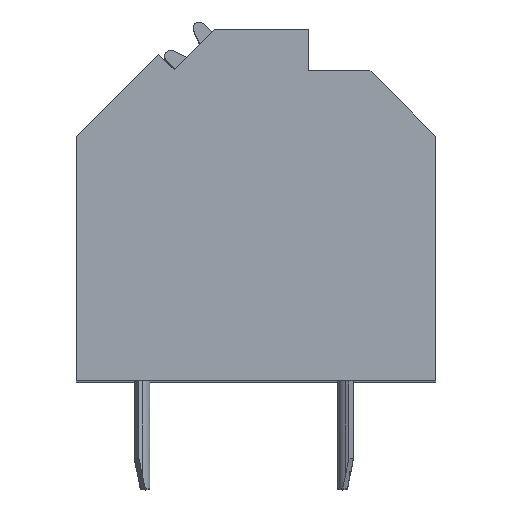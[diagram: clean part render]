
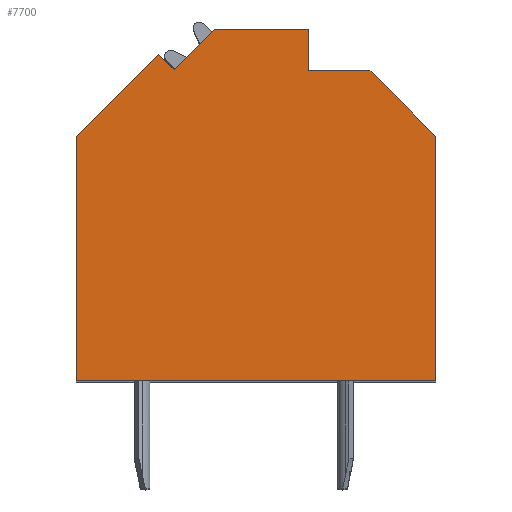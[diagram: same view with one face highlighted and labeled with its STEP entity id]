
A CAD part, top view. The second image highlights one B-rep face of the part: STEP entity #7700.
In plain terms, the highlighted planar face has unit normal (0, 0, 1).
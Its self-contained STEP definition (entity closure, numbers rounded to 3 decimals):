
#2369=DIRECTION('',(-0.707,-0.707,0.));
#2370=VECTOR('',#2369,1.897);
#2371=CARTESIAN_POINT('',(-1.39,5.718,22.455));
#2372=LINE('',#2371,#2370);
#2373=DIRECTION('',(-1.,0.,0.));
#2374=VECTOR('',#2373,3.14);
#2375=CARTESIAN_POINT('',(1.75,5.718,22.455));
#2376=LINE('',#2375,#2374);
#2377=DIRECTION('',(0.,1.,0.));
#2378=VECTOR('',#2377,1.368);
#2379=CARTESIAN_POINT('',(1.75,4.35,22.455));
#2380=LINE('',#2379,#2378);
#2381=DIRECTION('',(-1.,0.,0.));
#2382=VECTOR('',#2381,2.05);
#2383=CARTESIAN_POINT('',(3.8,4.35,22.455));
#2384=LINE('',#2383,#2382);
#2385=DIRECTION('',(-0.707,0.707,0.));
#2386=VECTOR('',#2385,3.111);
#2387=CARTESIAN_POINT('',(6.,2.15,22.455));
#2388=LINE('',#2387,#2386);
#2389=DIRECTION('',(0.,1.,0.));
#2390=VECTOR('',#2389,8.15);
#2391=CARTESIAN_POINT('',(6.,-6.,22.455));
#2392=LINE('',#2391,#2390);
#2393=DIRECTION('',(1.,0.,0.));
#2394=VECTOR('',#2393,12.);
#2395=CARTESIAN_POINT('',(-6.,-6.,22.455));
#2396=LINE('',#2395,#2394);
#2397=DIRECTION('',(0.,-1.,0.));
#2398=VECTOR('',#2397,8.14);
#2399=CARTESIAN_POINT('',(-6.,2.14,22.455));
#2400=LINE('',#2399,#2398);
#2401=DIRECTION('',(-0.707,-0.707,0.));
#2402=VECTOR('',#2401,3.892);
#2403=CARTESIAN_POINT('',(-3.248,4.892,22.455));
#2404=LINE('',#2403,#2402);
#2405=DIRECTION('',(-0.707,0.707,0.));
#2406=VECTOR('',#2405,0.73);
#2407=CARTESIAN_POINT('',(-2.732,4.376,22.455));
#2408=LINE('',#2407,#2406);
#3605=CARTESIAN_POINT('',(-1.39,5.718,22.455));
#3606=CARTESIAN_POINT('',(-2.732,4.376,22.455));
#3607=VERTEX_POINT('',#3605);
#3608=VERTEX_POINT('',#3606);
#3609=CARTESIAN_POINT('',(-3.248,4.892,22.455));
#3610=VERTEX_POINT('',#3609);
#3611=CARTESIAN_POINT('',(-6.,2.14,22.455));
#3612=VERTEX_POINT('',#3611);
#3613=CARTESIAN_POINT('',(-6.,-6.,22.455));
#3614=VERTEX_POINT('',#3613);
#3615=CARTESIAN_POINT('',(6.,-6.,22.455));
#3616=VERTEX_POINT('',#3615);
#3617=CARTESIAN_POINT('',(6.,2.15,22.455));
#3618=VERTEX_POINT('',#3617);
#3619=CARTESIAN_POINT('',(3.8,4.35,22.455));
#3620=VERTEX_POINT('',#3619);
#3621=CARTESIAN_POINT('',(1.75,4.35,22.455));
#3622=VERTEX_POINT('',#3621);
#3623=CARTESIAN_POINT('',(1.75,5.718,22.455));
#3624=VERTEX_POINT('',#3623);
#7683=CARTESIAN_POINT('',(0.,0.,22.455));
#7684=DIRECTION('',(0.,0.,1.));
#7685=DIRECTION('',(1.,0.,0.));
#7686=AXIS2_PLACEMENT_3D('',#7683,#7684,#7685);
#7687=PLANE('',#7686);
#7688=ORIENTED_EDGE('',*,*,#4976,.F.);
#7689=ORIENTED_EDGE('',*,*,#6184,.F.);
#7690=ORIENTED_EDGE('',*,*,#6198,.F.);
#7691=ORIENTED_EDGE('',*,*,#6212,.F.);
#7692=ORIENTED_EDGE('',*,*,#6226,.F.);
#7693=ORIENTED_EDGE('',*,*,#6240,.F.);
#7694=ORIENTED_EDGE('',*,*,#6254,.F.);
#7695=ORIENTED_EDGE('',*,*,#6487,.F.);
#7696=ORIENTED_EDGE('',*,*,#6769,.F.);
#7697=ORIENTED_EDGE('',*,*,#4836,.F.);
#7698=EDGE_LOOP('',(#7688,#7689,#7690,#7691,#7692,#7693,#7694,#7695,#7696,
#7697));
#7699=FACE_OUTER_BOUND('',#7698,.F.);
#4836=EDGE_CURVE('',#3608,#3610,#2408,.T.);
#4976=EDGE_CURVE('',#3607,#3608,#2372,.T.);
#6184=EDGE_CURVE('',#3624,#3607,#2376,.T.);
#6198=EDGE_CURVE('',#3622,#3624,#2380,.T.);
#6212=EDGE_CURVE('',#3620,#3622,#2384,.T.);
#6226=EDGE_CURVE('',#3618,#3620,#2388,.T.);
#6240=EDGE_CURVE('',#3616,#3618,#2392,.T.);
#6254=EDGE_CURVE('',#3614,#3616,#2396,.T.);
#6487=EDGE_CURVE('',#3612,#3614,#2400,.T.);
#6769=EDGE_CURVE('',#3610,#3612,#2404,.T.);
#7700=ADVANCED_FACE('',(#7699),#7687,.T.);
